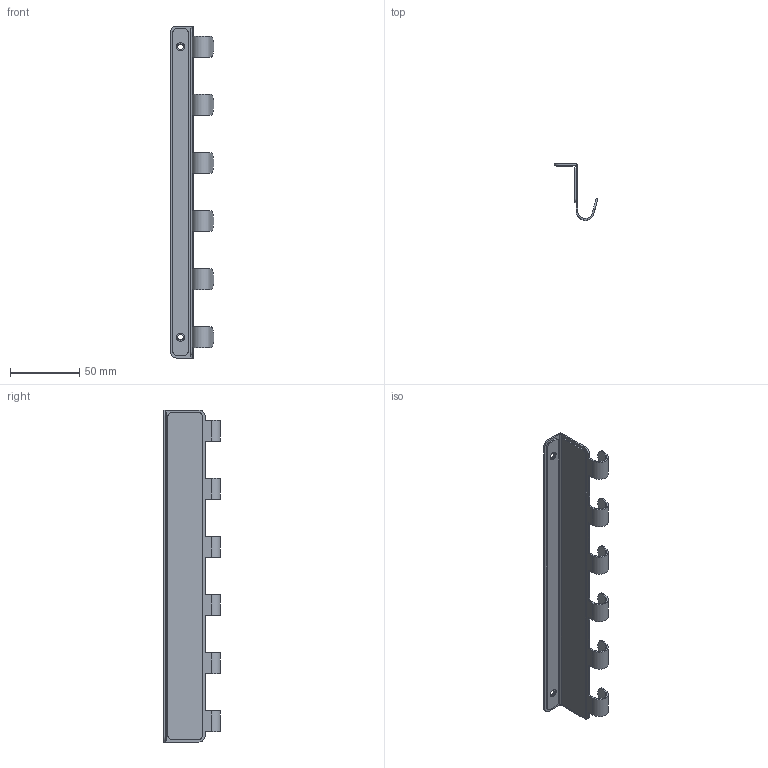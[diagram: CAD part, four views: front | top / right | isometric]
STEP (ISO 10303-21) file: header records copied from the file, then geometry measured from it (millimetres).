
FILE_DESCRIPTION(('Creo Elements/Direct Modeling STEP Export'),'2;1');
FILE_NAME('2303-240.stp','2022-05-04T10:09:04',(''),(''),'Creo Elements/Direct Modeling STEP processor for AP214 (Solid Model)','Creo Elements/Direct Modeling 20.0 12-Nov-2016 (C) Parametric Technology GmbH','');
FILE_SCHEMA(('AUTOMOTIVE_DESIGN { 1 0 10303 214 1 1 1 1 }'));
Length unit declared in the file: millimetre
Products named in the file (4): Klebeband.2; Klebeband.1.1; Haken; FE-9011
Assembly tree (3 placements, depth 2):
  FE-9011
    Haken
    Klebeband.1.1
    Klebeband.2
Bounding box: 31.47 x 40.99 x 240 mm (x, y, z)
Volume: 24727.4 mm3; surface area: 46218.7 mm2
Topology: 3 solids, 3 shells, 96 faces, 274 edges, 184 vertices
Faces by surface type: plane 50, cylinder 42, cone 4
Entity records: 3227 total; most frequent: ORIENTED_EDGE 548, CARTESIAN_POINT 546, DIRECTION 546, EDGE_CURVE 274, AXIS2_PLACEMENT_3D 184, VERTEX_POINT 184, VECTOR 178, LINE 178
